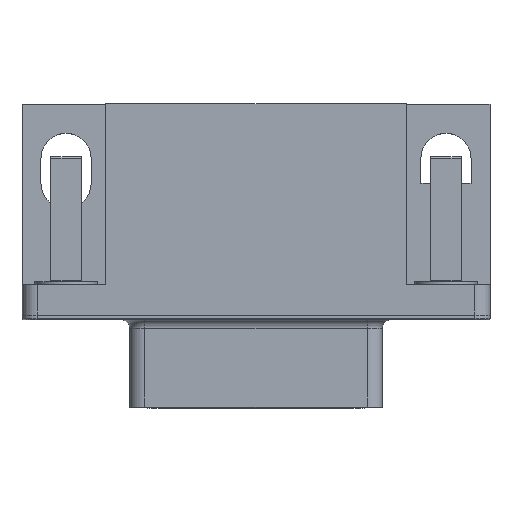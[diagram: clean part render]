
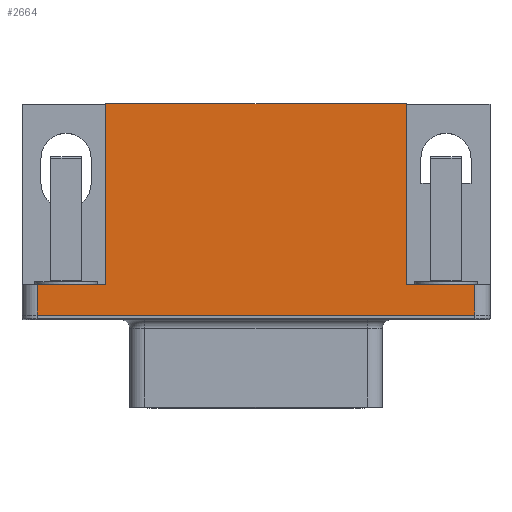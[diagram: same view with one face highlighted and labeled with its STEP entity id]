
A CAD part, top view. The second image highlights one B-rep face of the part: STEP entity #2664.
In plain terms, the highlighted planar face has unit normal (0, 0, 1).
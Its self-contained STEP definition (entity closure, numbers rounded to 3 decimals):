
#2405 = VERTEX_POINT('',#2406);
#2406 = CARTESIAN_POINT('',(-10.393,-12.31,12.5));
#2412 = EDGE_CURVE('',#2413,#2405,#2415,.T.);
#2413 = VERTEX_POINT('',#2414);
#2414 = CARTESIAN_POINT('',(18.408,-12.31,12.5));
#2415 = LINE('',#2416,#2417);
#2416 = CARTESIAN_POINT('',(18.408,-12.31,12.5));
#2417 = VECTOR('',#2418,1.);
#2418 = DIRECTION('',(-1.,0.,0.));
#2664 = ADVANCED_FACE('',(#2665),#2722,.T.);
#2665 = FACE_BOUND('',#2666,.T.);
#2666 = EDGE_LOOP('',(#2667,#2668,#2676,#2684,#2692,#2700,#2708,#2716));
#2667 = ORIENTED_EDGE('',*,*,#2412,.F.);
#2668 = ORIENTED_EDGE('',*,*,#2669,.T.);
#2669 = EDGE_CURVE('',#2413,#2670,#2672,.T.);
#2670 = VERTEX_POINT('',#2671);
#2671 = CARTESIAN_POINT('',(18.408,-10.31,12.5));
#2672 = LINE('',#2673,#2674);
#2673 = CARTESIAN_POINT('',(18.408,-12.31,12.5));
#2674 = VECTOR('',#2675,1.);
#2675 = DIRECTION('',(-0.,1.,0.));
#2676 = ORIENTED_EDGE('',*,*,#2677,.F.);
#2677 = EDGE_CURVE('',#2678,#2670,#2680,.T.);
#2678 = VERTEX_POINT('',#2679);
#2679 = CARTESIAN_POINT('',(13.908,-10.31,12.5));
#2680 = LINE('',#2681,#2682);
#2681 = CARTESIAN_POINT('',(18.408,-10.31,12.5));
#2682 = VECTOR('',#2683,1.);
#2683 = DIRECTION('',(1.,0.,0.));
#2684 = ORIENTED_EDGE('',*,*,#2685,.F.);
#2685 = EDGE_CURVE('',#2686,#2678,#2688,.T.);
#2686 = VERTEX_POINT('',#2687);
#2687 = CARTESIAN_POINT('',(13.908,1.58,12.5));
#2688 = LINE('',#2689,#2690);
#2689 = CARTESIAN_POINT('',(13.908,-11.31,12.5));
#2690 = VECTOR('',#2691,1.);
#2691 = DIRECTION('',(0.,-1.,0.));
#2692 = ORIENTED_EDGE('',*,*,#2693,.T.);
#2693 = EDGE_CURVE('',#2686,#2694,#2696,.T.);
#2694 = VERTEX_POINT('',#2695);
#2695 = CARTESIAN_POINT('',(-5.893,1.58,12.5));
#2696 = LINE('',#2697,#2698);
#2697 = CARTESIAN_POINT('',(19.408,1.58,12.5));
#2698 = VECTOR('',#2699,1.);
#2699 = DIRECTION('',(-1.,0.,0.));
#2700 = ORIENTED_EDGE('',*,*,#2701,.F.);
#2701 = EDGE_CURVE('',#2702,#2694,#2704,.T.);
#2702 = VERTEX_POINT('',#2703);
#2703 = CARTESIAN_POINT('',(-5.893,-10.31,12.5));
#2704 = LINE('',#2705,#2706);
#2705 = CARTESIAN_POINT('',(-5.893,-11.31,12.5));
#2706 = VECTOR('',#2707,1.);
#2707 = DIRECTION('',(0.,1.,0.));
#2708 = ORIENTED_EDGE('',*,*,#2709,.F.);
#2709 = EDGE_CURVE('',#2710,#2702,#2712,.T.);
#2710 = VERTEX_POINT('',#2711);
#2711 = CARTESIAN_POINT('',(-10.393,-10.31,12.5));
#2712 = LINE('',#2713,#2714);
#2713 = CARTESIAN_POINT('',(5.008,-10.31,12.5));
#2714 = VECTOR('',#2715,1.);
#2715 = DIRECTION('',(1.,0.,0.));
#2716 = ORIENTED_EDGE('',*,*,#2717,.F.);
#2717 = EDGE_CURVE('',#2405,#2710,#2718,.T.);
#2718 = LINE('',#2719,#2720);
#2719 = CARTESIAN_POINT('',(-10.393,-12.31,12.5));
#2720 = VECTOR('',#2721,1.);
#2721 = DIRECTION('',(-0.,1.,0.));
#2722 = PLANE('',#2723);
#2723 = AXIS2_PLACEMENT_3D('',#2724,#2725,#2726);
#2724 = CARTESIAN_POINT('',(19.408,-12.31,12.5));
#2725 = DIRECTION('',(0.,0.,1.));
#2726 = DIRECTION('',(-1.,0.,0.));
